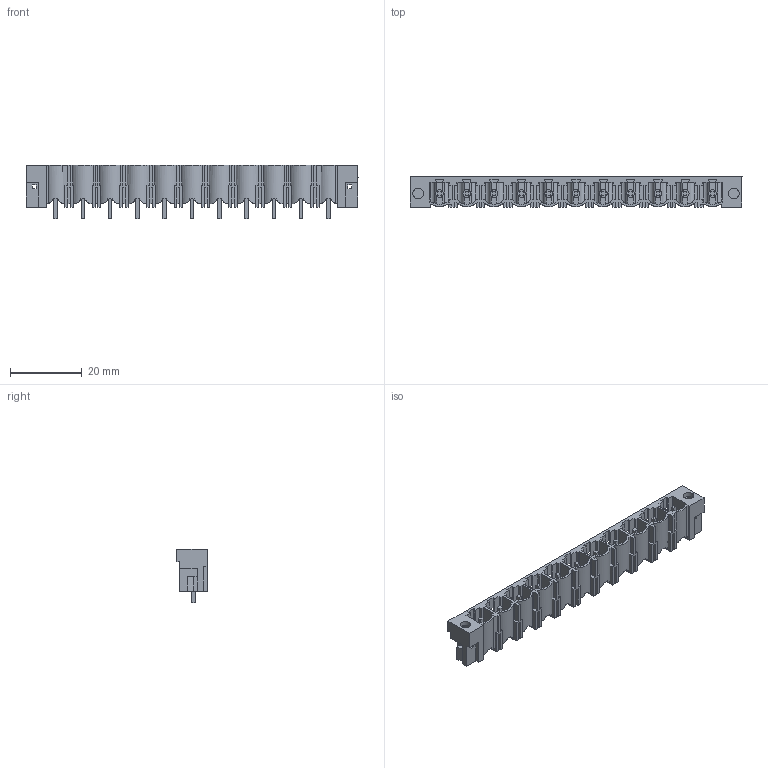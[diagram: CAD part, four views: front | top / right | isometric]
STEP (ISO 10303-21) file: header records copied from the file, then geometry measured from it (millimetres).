
FILE_DESCRIPTION(('CATIA V5 STEP Exchange','CAx-IF Rec.Pracs.--- Model Styling and Organization---1.4--- 2014-01-23'),'2;1');
FILE_NAME ('D1448926_1_1141070000_1141070000.stp','2021-05-21T12:58:37+00:00',('none'),('Weidmueller'),'CATIA Version 5-6 Release 2016 SP3 HF44','CATIA V5 STEP AP214','none');
FILE_SCHEMA(('AUTOMOTIVE_DESIGN { 1 0 10303 214 1 1 1 1 }'));
Length unit declared in the file: millimetre
Products named in the file (1): 1141070000
Bounding box: 92.68 x 8.4 x 14.95 mm (x, y, z)
Volume: 3283.2 mm3; surface area: 8471.9 mm2
Topology: 12 solids, 12 shells, 705 faces, 2025 edges, 1331 vertices
Faces by surface type: plane 591, cylinder 114
Entity records: 21444 total; most frequent: CARTESIAN_POINT 4268, ORIENTED_EDGE 4050, DIRECTION 2764, EDGE_CURVE 2025, VECTOR 1709, LINE 1709, VERTEX_POINT 1331, EDGE_LOOP 722
